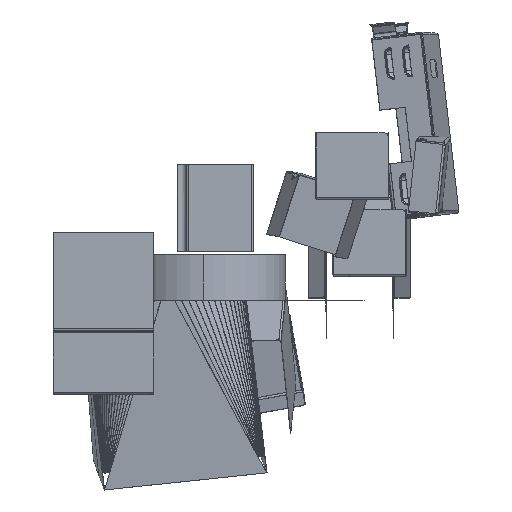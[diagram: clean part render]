
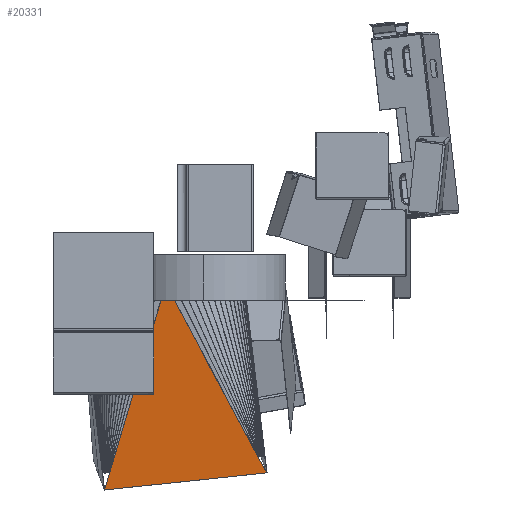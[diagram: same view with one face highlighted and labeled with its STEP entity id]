
A CAD part, left-side view. The second image highlights one B-rep face of the part: STEP entity #20331.
In plain terms, the highlighted free-form (B-spline) face has degree [1, 1] with [2, 2] control points.
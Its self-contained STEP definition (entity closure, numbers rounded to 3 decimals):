
#11979 = VERTEX_POINT('',#11980);
#11980 = CARTESIAN_POINT('',(-224.333,139.12,
    -100.83));
#12008 = VERTEX_POINT('',#12009);
#12009 = CARTESIAN_POINT('',(-222.555,144.382,
    -118.555));
#12014 = EDGE_CURVE('',#12008,#11979,#12015,.T.);
#12015 = B_SPLINE_CURVE_WITH_KNOTS('',1,(#12016,#12017),.UNSPECIFIED.,
  .F.,.F.,(2,2),(-38.183,-18.399),
  .PIECEWISE_BEZIER_KNOTS.);
#12016 = CARTESIAN_POINT('',(-222.555,144.382,
    -118.555));
#12017 = CARTESIAN_POINT('',(-224.333,139.12,
    -100.83));
#12027 = EDGE_CURVE('',#12008,#12028,#12030,.T.);
#12028 = VERTEX_POINT('',#12029);
#12029 = CARTESIAN_POINT('',(-222.547,144.357,
    -118.61));
#12030 = ( BOUNDED_CURVE() B_SPLINE_CURVE(2,(#12031,#12032,#12033),
.UNSPECIFIED.,.F.,.F.) B_SPLINE_CURVE_WITH_KNOTS((3,3),(4.047,
4.712),.PIECEWISE_BEZIER_KNOTS.) CURVE() 
GEOMETRIC_REPRESENTATION_ITEM() RATIONAL_B_SPLINE_CURVE((1.,
0.945,1.)) REPRESENTATION_ITEM('') );
#12031 = CARTESIAN_POINT('',(-222.555,144.382,
    -118.555));
#12032 = CARTESIAN_POINT('',(-222.551,144.36,
    -118.578));
#12033 = CARTESIAN_POINT('',(-222.547,144.357,
    -118.61));
#12068 = VERTEX_POINT('',#12069);
#12069 = CARTESIAN_POINT('',(-215.297,-23.368,
    -100.89));
#12074 = EDGE_CURVE('',#12068,#12028,#12075,.T.);
#12075 = B_SPLINE_CURVE_WITH_KNOTS('',1,(#12076,#12077),.UNSPECIFIED.,
  .F.,.F.,(2,2),(-89.9,89.9),.PIECEWISE_BEZIER_KNOTS.);
#12076 = CARTESIAN_POINT('',(-215.297,-23.368,
    -100.89));
#12077 = CARTESIAN_POINT('',(-222.547,144.357,
    -118.61));
#12087 = EDGE_CURVE('',#12068,#12088,#12090,.T.);
#12088 = VERTEX_POINT('',#12089);
#12089 = CARTESIAN_POINT('',(-215.303,-23.382,
    -100.831));
#12090 = ( BOUNDED_CURVE() B_SPLINE_CURVE(2,(#12091,#12092,#12093),
.UNSPECIFIED.,.F.,.F.) B_SPLINE_CURVE_WITH_KNOTS((3,3),(1.571,
2.231),.PIECEWISE_BEZIER_KNOTS.) CURVE() 
GEOMETRIC_REPRESENTATION_ITEM() RATIONAL_B_SPLINE_CURVE((1.,
0.946,1.)) REPRESENTATION_ITEM('') );
#12091 = CARTESIAN_POINT('',(-215.297,-23.368,
    -100.89));
#12092 = CARTESIAN_POINT('',(-215.301,-23.365,
    -100.858));
#12093 = CARTESIAN_POINT('',(-215.303,-23.382,
    -100.831));
#12128 = VERTEX_POINT('',#12129);
#12129 = CARTESIAN_POINT('',(-217.677,-14.707,
    -84.637));
#12134 = EDGE_CURVE('',#12088,#12128,#12135,.T.);
#12135 = B_SPLINE_CURVE_WITH_KNOTS('',1,(#12136,#12137),.UNSPECIFIED.,
  .F.,.F.,(2,2),(-38.319,-18.589),
  .PIECEWISE_BEZIER_KNOTS.);
#12136 = CARTESIAN_POINT('',(-215.303,-23.382,
    -100.831));
#12137 = CARTESIAN_POINT('',(-217.677,-14.707,
    -84.637));
#20265 = VERTEX_POINT('',#20266);
#20266 = CARTESIAN_POINT('',(-243.831,80.888,
    93.803));
#20294 = VERTEX_POINT('',#20295);
#20295 = CARTESIAN_POINT('',(-243.851,81.354,
    93.753));
#20300 = EDGE_CURVE('',#20265,#20294,#20301,.T.);
#20301 = B_SPLINE_CURVE_WITH_KNOTS('',1,(#20302,#20303),.UNSPECIFIED.,
  .F.,.F.,(2,2),(-0.215,0.285),
  .PIECEWISE_BEZIER_KNOTS.);
#20302 = CARTESIAN_POINT('',(-243.831,80.888,
    93.803));
#20303 = CARTESIAN_POINT('',(-243.851,81.354,
    93.753));
#20331 = ADVANCED_FACE('',(#20332),#20350,.F.);
#20332 = FACE_BOUND('',#20333,.T.);
#20333 = EDGE_LOOP('',(#20334,#20335,#20340,#20341,#20342,#20343,#20344,
    #20345));
#20334 = ORIENTED_EDGE('',*,*,#20300,.T.);
#20335 = ORIENTED_EDGE('',*,*,#20336,.T.);
#20336 = EDGE_CURVE('',#20294,#11979,#20337,.T.);
#20337 = B_SPLINE_CURVE_WITH_KNOTS('',1,(#20338,#20339),.UNSPECIFIED.,
  .F.,.F.,(2,2),(-198.784,18.399),
  .PIECEWISE_BEZIER_KNOTS.);
#20338 = CARTESIAN_POINT('',(-243.851,81.354,
    93.753));
#20339 = CARTESIAN_POINT('',(-224.333,139.12,
    -100.83));
#20340 = ORIENTED_EDGE('',*,*,#12014,.F.);
#20341 = ORIENTED_EDGE('',*,*,#12027,.T.);
#20342 = ORIENTED_EDGE('',*,*,#12074,.F.);
#20343 = ORIENTED_EDGE('',*,*,#12087,.T.);
#20344 = ORIENTED_EDGE('',*,*,#12134,.T.);
#20345 = ORIENTED_EDGE('',*,*,#20346,.T.);
#20346 = EDGE_CURVE('',#12128,#20265,#20347,.T.);
#20347 = B_SPLINE_CURVE_WITH_KNOTS('',1,(#20348,#20349),.UNSPECIFIED.,
  .F.,.F.,(2,2),(-18.589,198.81),
  .PIECEWISE_BEZIER_KNOTS.);
#20348 = CARTESIAN_POINT('',(-217.677,-14.707,
    -84.637));
#20349 = CARTESIAN_POINT('',(-243.831,80.888,
    93.803));
#20350 = B_SPLINE_SURFACE_WITH_KNOTS('',1,1,(
    (#20351,#20352)
    ,(#20353,#20354
    )),.UNSPECIFIED.,.F.,.F.,.F.,(2,2),(2,2),(-214.857,
    4.636),(-89.921,89.921),
  .PIECEWISE_BEZIER_KNOTS.);
#20351 = CARTESIAN_POINT('',(-240.206,-2.96,
    102.661));
#20352 = CARTESIAN_POINT('',(-247.459,164.804,
    84.937));
#20353 = CARTESIAN_POINT('',(-215.296,-23.388,
    -100.888));
#20354 = CARTESIAN_POINT('',(-222.548,144.377,
    -118.612));
